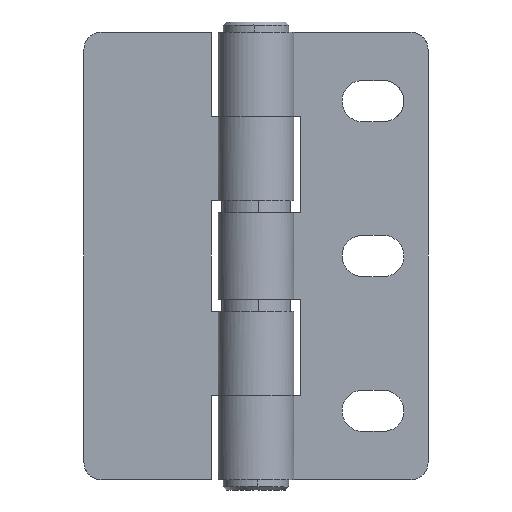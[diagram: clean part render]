
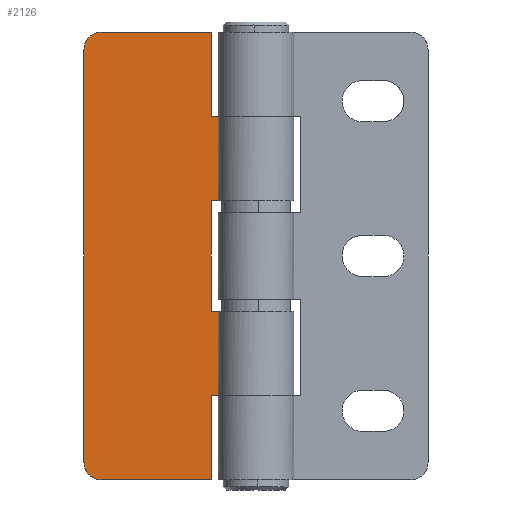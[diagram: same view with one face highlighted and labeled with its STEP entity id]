
A CAD part, front view. The second image highlights one B-rep face of the part: STEP entity #2126.
In plain terms, the highlighted free-form (B-spline) face has degree [1, 1] with [2, 2] control points.
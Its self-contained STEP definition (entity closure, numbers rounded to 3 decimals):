
#1372=CARTESIAN_POINT('',(-45.0,6.0,0.0));
#1373=VERTEX_POINT('',#1372);
#1379=CARTESIAN_POINT('',(-50.0,6.0,5.0));
#1380=VERTEX_POINT('',#1379);
#1381=CARTESIAN_POINT('',(-50.,6.0,5.0));
#1382=CARTESIAN_POINT('',(-50.,6.0,0.0));
#1383=CARTESIAN_POINT('',(-45.0,6.0,0.0));
#1391=(BOUNDED_CURVE()B_SPLINE_CURVE(2,(#1381,#1382,#1383),.UNSPECIFIED.,.F.,.U.)CURVE()GEOMETRIC_REPRESENTATION_ITEM()QUASI_UNIFORM_CURVE()RATIONAL_B_SPLINE_CURVE((1.0,0.707,1.0))REPRESENTATION_ITEM(''));
#1392=EDGE_CURVE('',#1380,#1373,#1391,.T.);
#1433=CARTESIAN_POINT('',(-50.0,6.0,125.0));
#1434=VERTEX_POINT('',#1433);
#1440=CARTESIAN_POINT('',(-45.0,6.0,130.0));
#1441=VERTEX_POINT('',#1440);
#1442=CARTESIAN_POINT('',(-45.0,6.0,130.0));
#1443=CARTESIAN_POINT('',(-50.,6.0,130.0));
#1444=CARTESIAN_POINT('',(-50.,6.0,125.0));
#1452=(BOUNDED_CURVE()B_SPLINE_CURVE(2,(#1442,#1443,#1444),.UNSPECIFIED.,.F.,.U.)CURVE()GEOMETRIC_REPRESENTATION_ITEM()QUASI_UNIFORM_CURVE()RATIONAL_B_SPLINE_CURVE((1.0,0.707,1.0))REPRESENTATION_ITEM(''));
#1453=EDGE_CURVE('',#1441,#1434,#1452,.T.);
#1468=CARTESIAN_POINT('',(-13.0,6.0,130.0));
#1469=VERTEX_POINT('',#1468);
#1470=CARTESIAN_POINT('',(-13.0,6.0,105.5));
#1471=VERTEX_POINT('',#1470);
#1472=CARTESIAN_POINT('',(-13.0,6.0,130.0));
#1473=CARTESIAN_POINT('',(-13.0,6.0,105.5));
#1474=QUASI_UNIFORM_CURVE('',1,(#1472,#1473),.UNSPECIFIED.,.F.,.U.);
#1475=EDGE_CURVE('',#1469,#1471,#1474,.T.);
#1504=CARTESIAN_POINT('',(0.,6.0,105.5));
#1505=VERTEX_POINT('',#1504);
#1506=CARTESIAN_POINT('',(-13.0,6.0,105.5));
#1507=CARTESIAN_POINT('',(0.,6.0,105.5));
#1508=QUASI_UNIFORM_CURVE('',1,(#1506,#1507),.UNSPECIFIED.,.F.,.U.);
#1509=EDGE_CURVE('',#1471,#1505,#1508,.T.);
#1574=CARTESIAN_POINT('',(0.,6.0,81.0));
#1575=VERTEX_POINT('',#1574);
#1576=CARTESIAN_POINT('',(-13.0,6.0,81.0));
#1577=VERTEX_POINT('',#1576);
#1578=CARTESIAN_POINT('',(0.,6.0,81.0));
#1579=CARTESIAN_POINT('',(-13.0,6.0,81.0));
#1580=QUASI_UNIFORM_CURVE('',1,(#1578,#1579),.UNSPECIFIED.,.F.,.U.);
#1581=EDGE_CURVE('',#1575,#1577,#1580,.T.);
#1652=CARTESIAN_POINT('',(-13.0,6.0,49.0));
#1653=VERTEX_POINT('',#1652);
#1654=CARTESIAN_POINT('',(0.,6.0,49.0));
#1655=VERTEX_POINT('',#1654);
#1656=CARTESIAN_POINT('',(-13.0,6.0,49.0));
#1657=CARTESIAN_POINT('',(0.,6.0,49.0));
#1658=QUASI_UNIFORM_CURVE('',1,(#1656,#1657),.UNSPECIFIED.,.F.,.U.);
#1659=EDGE_CURVE('',#1653,#1655,#1658,.T.);
#1730=CARTESIAN_POINT('',(-13.0,6.0,81.0));
#1731=CARTESIAN_POINT('',(-13.0,6.0,49.0));
#1732=QUASI_UNIFORM_CURVE('',1,(#1730,#1731),.UNSPECIFIED.,.F.,.U.);
#1733=EDGE_CURVE('',#1577,#1653,#1732,.T.);
#1750=CARTESIAN_POINT('',(-13.0,6.0,24.5));
#1751=VERTEX_POINT('',#1750);
#1752=CARTESIAN_POINT('',(-13.0,6.0,0.0));
#1753=VERTEX_POINT('',#1752);
#1754=CARTESIAN_POINT('',(-13.0,6.0,24.5));
#1755=CARTESIAN_POINT('',(-13.0,6.0,0.0));
#1756=QUASI_UNIFORM_CURVE('',1,(#1754,#1755),.UNSPECIFIED.,.F.,.U.);
#1757=EDGE_CURVE('',#1751,#1753,#1756,.T.);
#1786=CARTESIAN_POINT('',(0.,6.0,24.5));
#1787=VERTEX_POINT('',#1786);
#1788=CARTESIAN_POINT('',(0.,6.0,24.5));
#1789=CARTESIAN_POINT('',(-13.0,6.0,24.5));
#1790=QUASI_UNIFORM_CURVE('',1,(#1788,#1789),.UNSPECIFIED.,.F.,.U.);
#1791=EDGE_CURVE('',#1787,#1751,#1790,.T.);
#1862=CARTESIAN_POINT('',(-50.0,6.0,125.0));
#1863=CARTESIAN_POINT('',(-50.0,6.0,5.0));
#1864=QUASI_UNIFORM_CURVE('',1,(#1862,#1863),.UNSPECIFIED.,.F.,.U.);
#1865=EDGE_CURVE('',#1434,#1380,#1864,.T.);
#1876=CARTESIAN_POINT('',(-45.0,6.0,0.0));
#1877=CARTESIAN_POINT('',(-13.0,6.0,0.0));
#1878=QUASI_UNIFORM_CURVE('',1,(#1876,#1877),.UNSPECIFIED.,.F.,.U.);
#1879=EDGE_CURVE('',#1373,#1753,#1878,.T.);
#1967=CARTESIAN_POINT('',(0.,6.0,49.0));
#1968=CARTESIAN_POINT('',(0.,6.0,24.5));
#1969=QUASI_UNIFORM_CURVE('',1,(#1967,#1968),.UNSPECIFIED.,.F.,.U.);
#1970=EDGE_CURVE('',#1655,#1787,#1969,.T.);
#1988=CARTESIAN_POINT('',(-45.0,6.0,130.0));
#1989=CARTESIAN_POINT('',(-13.0,6.0,130.0));
#1990=QUASI_UNIFORM_CURVE('',1,(#1988,#1989),.UNSPECIFIED.,.F.,.U.);
#1991=EDGE_CURVE('',#1441,#1469,#1990,.T.);
#2095=CARTESIAN_POINT('',(0.,6.0,105.5));
#2096=CARTESIAN_POINT('',(0.,6.0,81.0));
#2097=QUASI_UNIFORM_CURVE('',1,(#2095,#2096),.UNSPECIFIED.,.F.,.U.);
#2098=EDGE_CURVE('',#1505,#1575,#2097,.T.);
#2105=CARTESIAN_POINT('',(-52.497,6.0,-6.493));
#2106=CARTESIAN_POINT('',(-52.497,6.0,136.494));
#2107=CARTESIAN_POINT('',(2.498,6.0,-6.493));
#2108=CARTESIAN_POINT('',(2.498,6.0,136.494));
#2109=B_SPLINE_SURFACE_WITH_KNOTS('',1,1,((#2105,#2107),(#2106,#2108)),.UNSPECIFIED.,.F.,.F.,.U.,(2,2),(2,2),(0.0,142.987),(0.0,54.995),.UNSPECIFIED.);
#2110=ORIENTED_EDGE('',*,*,#1865,.T.);
#2111=ORIENTED_EDGE('',*,*,#1392,.T.);
#2112=ORIENTED_EDGE('',*,*,#1879,.T.);
#2113=ORIENTED_EDGE('',*,*,#1757,.F.);
#2114=ORIENTED_EDGE('',*,*,#1791,.F.);
#2115=ORIENTED_EDGE('',*,*,#1970,.F.);
#2116=ORIENTED_EDGE('',*,*,#1659,.F.);
#2117=ORIENTED_EDGE('',*,*,#1733,.F.);
#2118=ORIENTED_EDGE('',*,*,#1581,.F.);
#2119=ORIENTED_EDGE('',*,*,#2098,.F.);
#2120=ORIENTED_EDGE('',*,*,#1509,.F.);
#2121=ORIENTED_EDGE('',*,*,#1475,.F.);
#2122=ORIENTED_EDGE('',*,*,#1991,.F.);
#2123=ORIENTED_EDGE('',*,*,#1453,.T.);
#2124=EDGE_LOOP('',(#2110,#2111,#2112,#2113,#2114,#2115,#2116,#2117,#2118,#2119,#2120,#2121,#2122,#2123));
#2125=FACE_OUTER_BOUND('',#2124,.T.);
#2126=ADVANCED_FACE('',(#2125),#2109,.F.);
